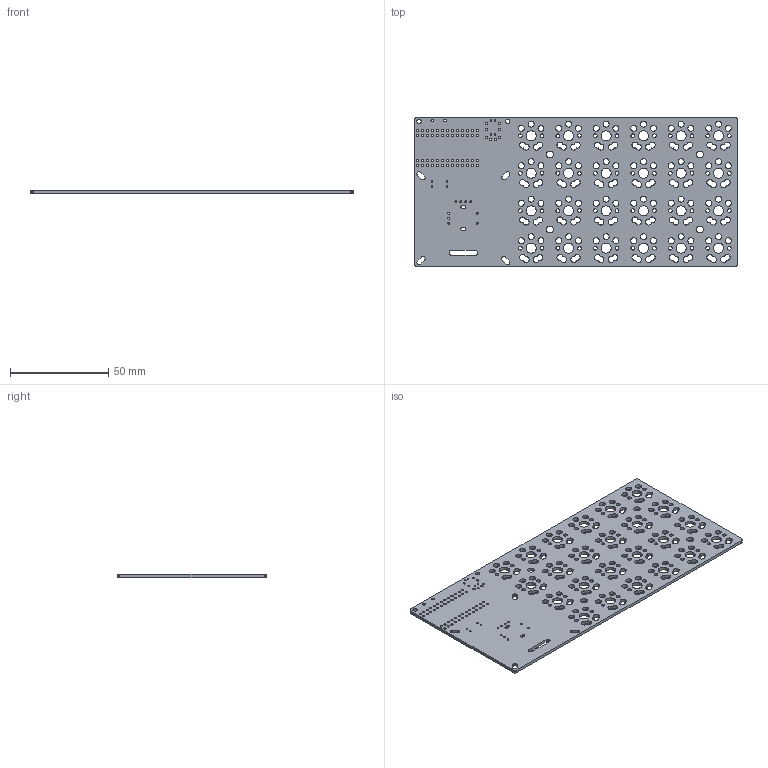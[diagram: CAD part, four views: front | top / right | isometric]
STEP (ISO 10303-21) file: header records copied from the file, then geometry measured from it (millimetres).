
FILE_DESCRIPTION(('KiCad electronic assembly'),'2;1');
FILE_NAME('TPS.step','2024-08-01T20:44:53',('Pcbnew'),('Kicad'), 'Open CASCADE STEP processor 7.6','KiCad to STEP converter','Unknown' );
FILE_SCHEMA(('AUTOMOTIVE_DESIGN { 1 0 10303 214 1 1 1 1 }'));
Length unit declared in the file: millimetre
Products named in the file (2): TPS 1; TPS PCB
Assembly tree (1 placements, depth 2):
  TPS 1
    TPS PCB
Bounding box: 163.96 x 76.2 x 1.58 mm (x, y, z)
Volume: 16609.8 mm3; surface area: 25663.3 mm2
Topology: 1 solids, 1 shells, 841 faces, 2517 edges, 1678 vertices
Faces by surface type: plane 476, cylinder 365
Full cylindrical faces by diameter (mm): 0.7 x4, 0.8 x4, 1 x9, 1.092 x52, 1.3 x2, 1.9 x48, 2.2 x2, 3.05 x72, 3.5 x4, 5.1 x24
Entity records: 64343 total; most frequent: CARTESIAN_POINT 14644, DIRECTION 9045, LINE 5899, VECTOR 5899, ORIENTED_EDGE 5034, PCURVE 5034, DEFINITIONAL_REPRESENTATION 5034, EDGE_CURVE 2517
